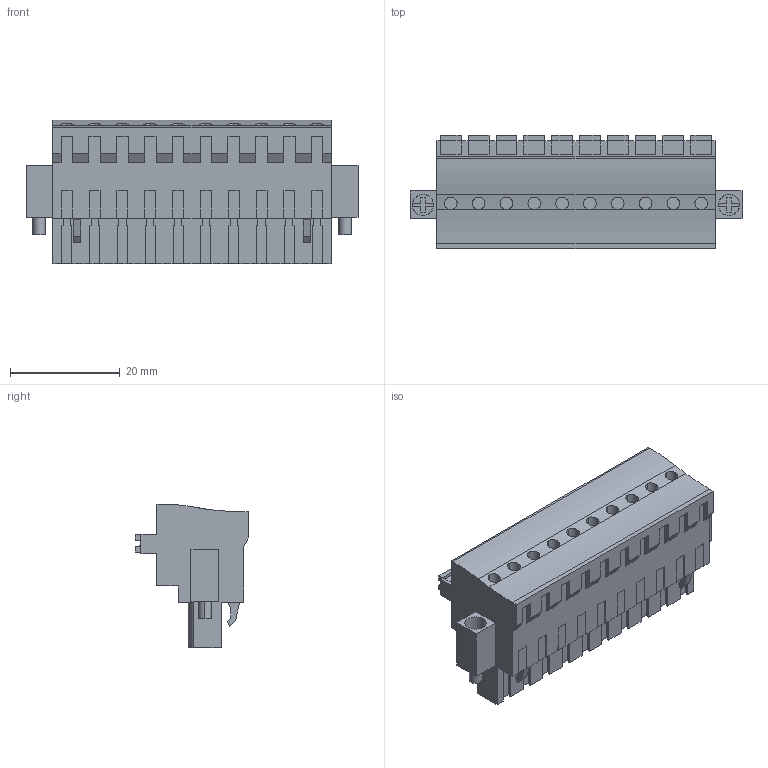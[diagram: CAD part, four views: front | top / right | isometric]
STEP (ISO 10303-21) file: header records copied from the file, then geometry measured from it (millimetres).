
FILE_DESCRIPTION(('CATIA V5 STEP Exchange','CAx-IF Rec.Pracs.--- Model Styling and Organization---1.2---2011-12-15'),'2;1');
FILE_NAME ('D1461180_0_1982970000_1982970000.stp','2017-10-30T15:25:21+00:00',('none'),('Weidmueller'),'CATIA Version 5-6 Release 2014','CATIA V5 STEP AP214','none');
FILE_SCHEMA(('AUTOMOTIVE_DESIGN { 1 0 10303 214 1 1 1 1 }'));
Length unit declared in the file: millimetre
Products named in the file (1): 1982970000
Bounding box: 60.6 x 20.64 x 26.24 mm (x, y, z)
Volume: 15412.1 mm3; surface area: 8133.9 mm2
Topology: 13 solids, 13 shells, 758 faces, 2091 edges, 1407 vertices
Faces by surface type: plane 635, cylinder 123
Entity records: 21989 total; most frequent: ORIENTED_EDGE 4182, CARTESIAN_POINT 4051, DIRECTION 2855, EDGE_CURVE 2091, VECTOR 1837, LINE 1837, VERTEX_POINT 1407, EDGE_LOOP 810
